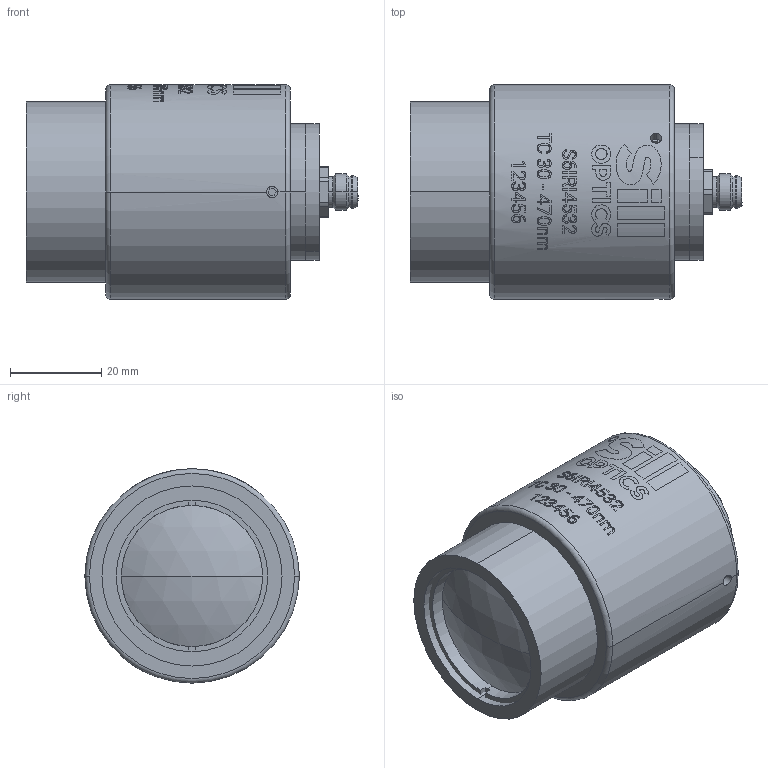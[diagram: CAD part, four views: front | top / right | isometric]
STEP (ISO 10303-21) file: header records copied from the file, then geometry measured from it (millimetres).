
FILE_DESCRIPTION (( 'STEP AP203' ), '1' );
FILE_NAME ('S6IRI453X.STEP', '2021-12-14T12:50:26', ( '' ), ( '' ), 'SwSTEP 2.0', 'SolidWorks 2021', '' );
FILE_SCHEMA (( 'CONFIG_CONTROL_DESIGN' ));
Length unit declared in the file: millimetre
Products named in the file (21): 590503_ohne LED; DIN 912 M2 x 5 --- 5N_DIN 912 M2 x 5 --- 5N; 590501; 287911; DIN 913 - M3 x 6-N_DIN 913 - M3 x 6-N; 595802_S6IRI453X; 287605; 590505; DIN 913 - M3 x 4-N_DIN 913 - M3 x 4-N; 287601; 352306; S6IRI453X; S6LMP1530_265; S5LED0071; 128009; 287604; DIN 913 - M3 x 2-N_DIN 913 - M3 x 2-N; S6LDK1530_265; 590502_ohne LED; 590504; S6LDX1530_265
Assembly tree (30 placements, depth 3):
  S6IRI453X
    287601
      S6LDX1530_265
      S6LMP1530_265
      S6LDK1530_265
      287604
      287605
      287911
    128009
    590501
      S5LED0071
      590502_ohne LED
      590503_ohne LED
      590504
      590505
      352306
      DIN 912 M2 x 5 --- 5N_DIN 912 M2 x 5 --- 5N  x5
      DIN 913 - M3 x 4-N_DIN 913 - M3 x 4-N  x3
    595802_S6IRI453X
    DIN 913 - M3 x 2-N_DIN 913 - M3 x 2-N  x3
    DIN 913 - M3 x 6-N_DIN 913 - M3 x 6-N  x3
Bounding box: 72.84 x 47 x 47 mm (x, y, z)
Volume: 71122.2 mm3; surface area: 45125.8 mm2
Topology: 27 solids, 73 shells, 1507 faces, 4087 edges, 2788 vertices
Faces by surface type: plane 530, bspline 458, cylinder 338, cone 127, torus 42, sphere 12
Entity records: 51718 total; most frequent: CARTESIAN_POINT 18237, ORIENTED_EDGE 7222, DIRECTION 4997, EDGE_CURVE 3641, VERTEX_POINT 2536, VECTOR 1681, LINE 1681, AXIS2_PLACEMENT_3D 1658
